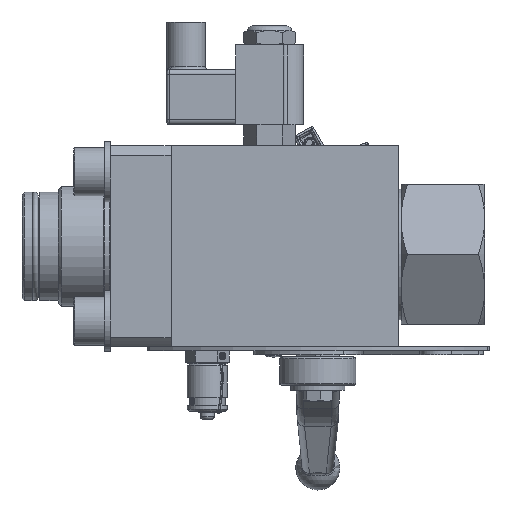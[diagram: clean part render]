
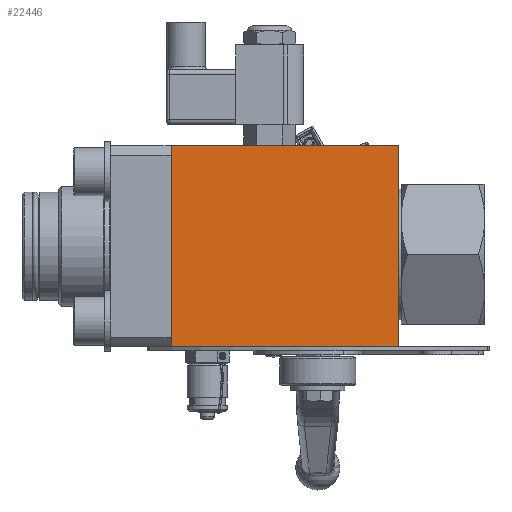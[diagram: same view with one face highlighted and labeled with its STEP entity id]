
A CAD part, left-side view. The second image highlights one B-rep face of the part: STEP entity #22446.
In plain terms, the highlighted planar face has unit normal (-1, 0, 0).
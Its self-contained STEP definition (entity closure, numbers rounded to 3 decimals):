
#1775=LINE('',#34450,#3188);
#1787=LINE('',#34499,#3200);
#1912=LINE('',#34894,#3325);
#1913=LINE('',#34895,#3326);
#3188=VECTOR('',#27280,10.);
#3200=VECTOR('',#27322,10.);
#3325=VECTOR('',#27745,10.);
#3326=VECTOR('',#27746,10.);
#5128=FACE_OUTER_BOUND('',#6564,.T.);
#6564=EDGE_LOOP('',(#15587,#15588,#15589,#15590));
#9485=VERTEX_POINT('',#34444);
#9487=VERTEX_POINT('',#34448);
#9507=VERTEX_POINT('',#34495);
#9509=VERTEX_POINT('',#34498);
#11679=EDGE_CURVE('',#9487,#9485,#1775,.T.);
#11702=EDGE_CURVE('',#9509,#9507,#1787,.T.);
#11896=EDGE_CURVE('',#9485,#9507,#1912,.T.);
#11897=EDGE_CURVE('',#9509,#9487,#1913,.T.);
#15587=ORIENTED_EDGE('',*,*,#11896,.F.);
#15588=ORIENTED_EDGE('',*,*,#11679,.F.);
#15589=ORIENTED_EDGE('',*,*,#11897,.F.);
#15590=ORIENTED_EDGE('',*,*,#11702,.T.);
#21874=PLANE('',#24497);
#22446=ADVANCED_FACE('',(#5128),#21874,.F.);
#24497=AXIS2_PLACEMENT_3D('',#34893,#27743,#27744);
#27280=DIRECTION('',(0.,0.,-1.));
#27322=DIRECTION('',(0.,0.,-1.));
#27743=DIRECTION('center_axis',(1.,0.,0.));
#27744=DIRECTION('ref_axis',(0.,0.,-1.));
#27745=DIRECTION('',(0.,1.,0.));
#27746=DIRECTION('',(0.,-1.,0.));
#34444=CARTESIAN_POINT('',(-83.5,-56.5,-100.));
#34448=CARTESIAN_POINT('',(-83.5,-56.5,0.));
#34450=CARTESIAN_POINT('',(-83.5,-56.5,0.));
#34495=CARTESIAN_POINT('',(-83.5,56.5,-100.));
#34498=CARTESIAN_POINT('',(-83.5,56.5,0.));
#34499=CARTESIAN_POINT('',(-83.5,56.5,0.));
#34893=CARTESIAN_POINT('Origin',(-83.5,-56.5,0.));
#34894=CARTESIAN_POINT('',(-83.5,56.5,-100.));
#34895=CARTESIAN_POINT('',(-83.5,56.5,0.));
